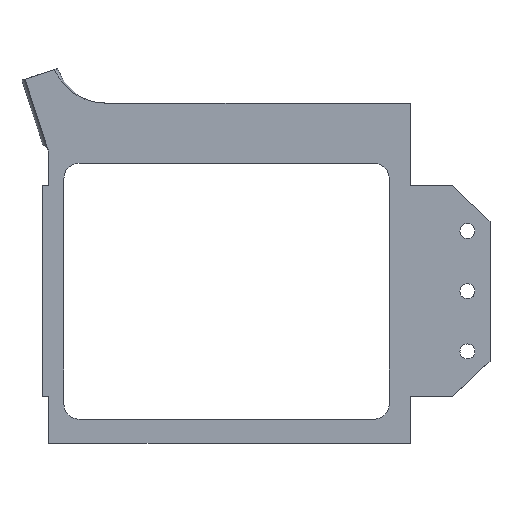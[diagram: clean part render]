
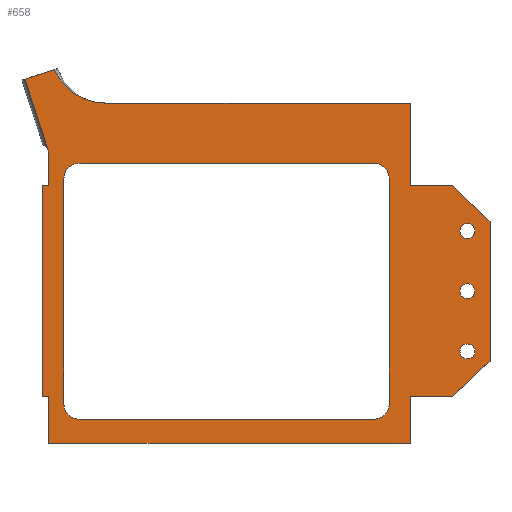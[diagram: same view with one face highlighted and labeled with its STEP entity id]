
A CAD part, top view. The second image highlights one B-rep face of the part: STEP entity #658.
In plain terms, the highlighted planar face has unit normal (0, 0, 1).
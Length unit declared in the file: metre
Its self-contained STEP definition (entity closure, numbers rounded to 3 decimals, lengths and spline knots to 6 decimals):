
#32=B_SPLINE_CURVE_WITH_KNOTS('',3,(#1029,#1030,#1031,#1032,#1033,#1034,
#1035),.UNSPECIFIED.,.F.,.F.,(4,1,1,1,4),(0.,0.005268,0.010537,
0.015805,0.021074),.UNSPECIFIED.);
#39=CIRCLE('',#708,0.003);
#41=CIRCLE('',#714,0.0025);
#42=CIRCLE('',#715,0.0025);
#43=CIRCLE('',#716,0.0025);
#44=CIRCLE('',#717,0.005);
#45=CIRCLE('',#718,0.005);
#46=CIRCLE('',#719,0.005);
#47=CIRCLE('',#720,0.005);
#87=ORIENTED_EDGE('',*,*,#271,.F.);
#88=ORIENTED_EDGE('',*,*,#272,.F.);
#89=ORIENTED_EDGE('',*,*,#273,.F.);
#90=ORIENTED_EDGE('',*,*,#264,.T.);
#91=ORIENTED_EDGE('',*,*,#252,.T.);
#92=ORIENTED_EDGE('',*,*,#256,.T.);
#93=ORIENTED_EDGE('',*,*,#260,.T.);
#94=ORIENTED_EDGE('',*,*,#268,.T.);
#95=ORIENTED_EDGE('',*,*,#274,.F.);
#96=ORIENTED_EDGE('',*,*,#275,.T.);
#97=ORIENTED_EDGE('',*,*,#276,.T.);
#98=ORIENTED_EDGE('',*,*,#277,.T.);
#99=ORIENTED_EDGE('',*,*,#278,.T.);
#100=ORIENTED_EDGE('',*,*,#279,.F.);
#101=ORIENTED_EDGE('',*,*,#280,.T.);
#102=ORIENTED_EDGE('',*,*,#281,.T.);
#103=ORIENTED_EDGE('',*,*,#282,.F.);
#104=ORIENTED_EDGE('',*,*,#283,.F.);
#105=ORIENTED_EDGE('',*,*,#284,.F.);
#106=ORIENTED_EDGE('',*,*,#285,.F.);
#107=ORIENTED_EDGE('',*,*,#286,.F.);
#108=ORIENTED_EDGE('',*,*,#287,.F.);
#109=ORIENTED_EDGE('',*,*,#288,.T.);
#110=ORIENTED_EDGE('',*,*,#243,.T.);
#111=ORIENTED_EDGE('',*,*,#289,.T.);
#112=ORIENTED_EDGE('',*,*,#290,.T.);
#113=ORIENTED_EDGE('',*,*,#291,.T.);
#114=ORIENTED_EDGE('',*,*,#247,.F.);
#115=ORIENTED_EDGE('',*,*,#292,.T.);
#243=EDGE_CURVE('',#337,#338,#402,.T.);
#247=EDGE_CURVE('',#341,#342,#406,.T.);
#252=EDGE_CURVE('',#346,#347,#410,.T.);
#256=EDGE_CURVE('',#347,#350,#411,.T.);
#260=EDGE_CURVE('',#350,#353,#39,.F.);
#264=EDGE_CURVE('',#356,#346,#32,.T.);
#268=EDGE_CURVE('',#353,#359,#414,.T.);
#271=EDGE_CURVE('',#361,#362,#417,.T.);
#272=EDGE_CURVE('',#363,#361,#418,.T.);
#273=EDGE_CURVE('',#356,#363,#419,.T.);
#274=EDGE_CURVE('',#364,#359,#420,.T.);
#275=EDGE_CURVE('',#364,#365,#421,.T.);
#276=EDGE_CURVE('',#365,#366,#422,.T.);
#277=EDGE_CURVE('',#366,#367,#423,.T.);
#278=EDGE_CURVE('',#367,#368,#424,.T.);
#279=EDGE_CURVE('',#369,#368,#425,.T.);
#280=EDGE_CURVE('',#369,#370,#426,.T.);
#281=EDGE_CURVE('',#370,#371,#427,.T.);
#282=EDGE_CURVE('',#372,#371,#428,.T.);
#283=EDGE_CURVE('',#362,#372,#429,.T.);
#284=EDGE_CURVE('',#373,#373,#41,.T.);
#285=EDGE_CURVE('',#374,#374,#42,.T.);
#286=EDGE_CURVE('',#375,#375,#43,.T.);
#287=EDGE_CURVE('',#376,#377,#430,.T.);
#288=EDGE_CURVE('',#376,#337,#44,.F.);
#289=EDGE_CURVE('',#338,#378,#45,.F.);
#290=EDGE_CURVE('',#378,#379,#431,.T.);
#291=EDGE_CURVE('',#379,#342,#46,.F.);
#292=EDGE_CURVE('',#341,#377,#47,.F.);
#337=VERTEX_POINT('',#943);
#338=VERTEX_POINT('',#944);
#341=VERTEX_POINT('',#952);
#342=VERTEX_POINT('',#953);
#346=VERTEX_POINT('',#963);
#347=VERTEX_POINT('',#964);
#350=VERTEX_POINT('',#978);
#353=VERTEX_POINT('',#1002);
#356=VERTEX_POINT('',#1036);
#359=VERTEX_POINT('',#1053);
#361=VERTEX_POINT('',#1059);
#362=VERTEX_POINT('',#1060);
#363=VERTEX_POINT('',#1062);
#364=VERTEX_POINT('',#1065);
#365=VERTEX_POINT('',#1067);
#366=VERTEX_POINT('',#1069);
#367=VERTEX_POINT('',#1071);
#368=VERTEX_POINT('',#1073);
#369=VERTEX_POINT('',#1075);
#370=VERTEX_POINT('',#1077);
#371=VERTEX_POINT('',#1079);
#372=VERTEX_POINT('',#1081);
#373=VERTEX_POINT('',#1084);
#374=VERTEX_POINT('',#1086);
#375=VERTEX_POINT('',#1088);
#376=VERTEX_POINT('',#1090);
#377=VERTEX_POINT('',#1091);
#378=VERTEX_POINT('',#1094);
#379=VERTEX_POINT('',#1096);
#402=LINE('',#942,#466);
#406=LINE('',#951,#470);
#410=LINE('',#962,#474);
#411=LINE('',#977,#475);
#414=LINE('',#1052,#478);
#417=LINE('',#1058,#481);
#418=LINE('',#1061,#482);
#419=LINE('',#1063,#483);
#420=LINE('',#1064,#484);
#421=LINE('',#1066,#485);
#422=LINE('',#1068,#486);
#423=LINE('',#1070,#487);
#424=LINE('',#1072,#488);
#425=LINE('',#1074,#489);
#426=LINE('',#1076,#490);
#427=LINE('',#1078,#491);
#428=LINE('',#1080,#492);
#429=LINE('',#1082,#493);
#430=LINE('',#1089,#494);
#431=LINE('',#1095,#495);
#466=VECTOR('',#762,1.);
#470=VECTOR('',#768,1.);
#474=VECTOR('',#776,1.);
#475=VECTOR('',#783,1.);
#478=VECTOR('',#798,1.);
#481=VECTOR('',#803,1.);
#482=VECTOR('',#804,1.);
#483=VECTOR('',#805,1.);
#484=VECTOR('',#806,1.);
#485=VECTOR('',#807,1.);
#486=VECTOR('',#808,1.);
#487=VECTOR('',#809,1.);
#488=VECTOR('',#810,1.);
#489=VECTOR('',#811,1.);
#490=VECTOR('',#812,1.);
#491=VECTOR('',#813,1.);
#492=VECTOR('',#814,1.);
#493=VECTOR('',#815,1.);
#494=VECTOR('',#822,1.);
#495=VECTOR('',#827,1.);
#538=EDGE_LOOP('',(#87,#88,#89,#90,#91,#92,#93,#94,#95,#96,#97,#98,#99,
#100,#101,#102,#103,#104));
#539=EDGE_LOOP('',(#105));
#540=EDGE_LOOP('',(#106));
#541=EDGE_LOOP('',(#107));
#542=EDGE_LOOP('',(#108,#109,#110,#111,#112,#113,#114,#115));
#587=FACE_BOUND('',#538,.T.);
#588=FACE_BOUND('',#539,.T.);
#589=FACE_BOUND('',#540,.T.);
#590=FACE_BOUND('',#541,.T.);
#591=FACE_BOUND('',#542,.T.);
#632=PLANE('',#713);
#658=ADVANCED_FACE('',(#587,#588,#589,#590,#591),#632,.T.);
#708=AXIS2_PLACEMENT_3D('',#1001,#787,#788);
#713=AXIS2_PLACEMENT_3D('',#1057,#801,#802);
#714=AXIS2_PLACEMENT_3D('',#1083,#816,#817);
#715=AXIS2_PLACEMENT_3D('',#1085,#818,#819);
#716=AXIS2_PLACEMENT_3D('',#1087,#820,#821);
#717=AXIS2_PLACEMENT_3D('',#1092,#823,#824);
#718=AXIS2_PLACEMENT_3D('',#1093,#825,#826);
#719=AXIS2_PLACEMENT_3D('',#1097,#828,#829);
#720=AXIS2_PLACEMENT_3D('',#1098,#830,#831);
#762=DIRECTION('',(1.,0.,0.));
#768=DIRECTION('',(1.,0.,0.));
#776=DIRECTION('',(-0.951,-0.308,0.));
#783=DIRECTION('',(0.308,-0.951,0.));
#787=DIRECTION('',(0.,0.,1.));
#788=DIRECTION('',(1.,0.,0.));
#798=DIRECTION('',(0.,-1.,0.));
#801=DIRECTION('',(0.,0.,1.));
#802=DIRECTION('',(1.,0.,0.));
#803=DIRECTION('',(1.,0.,0.));
#804=DIRECTION('',(0.,-1.,0.));
#805=DIRECTION('',(1.,0.,0.));
#806=DIRECTION('',(1.,0.,0.));
#807=DIRECTION('',(0.,-1.,0.));
#808=DIRECTION('',(1.,0.,0.));
#809=DIRECTION('',(0.,-1.,0.));
#810=DIRECTION('',(1.,0.,0.));
#811=DIRECTION('',(0.,-1.,0.));
#812=DIRECTION('',(1.,0.,0.));
#813=DIRECTION('',(0.728,0.685,0.));
#814=DIRECTION('',(0.,-1.,0.));
#815=DIRECTION('',(0.728,-0.685,0.));
#816=DIRECTION('',(0.,0.,1.));
#817=DIRECTION('',(1.,0.,0.));
#818=DIRECTION('',(0.,0.,1.));
#819=DIRECTION('',(1.,0.,0.));
#820=DIRECTION('',(0.,0.,1.));
#821=DIRECTION('',(1.,0.,0.));
#822=DIRECTION('',(0.,-1.,0.));
#823=DIRECTION('',(0.,0.,1.));
#824=DIRECTION('',(1.,0.,0.));
#825=DIRECTION('',(0.,0.,1.));
#826=DIRECTION('',(1.,0.,0.));
#827=DIRECTION('',(0.,-1.,0.));
#828=DIRECTION('',(0.,0.,1.));
#829=DIRECTION('',(1.,0.,0.));
#830=DIRECTION('',(0.,0.,1.));
#831=DIRECTION('',(1.,0.,0.));
#942=CARTESIAN_POINT('',(-0.006953,0.026877,0.007));
#943=CARTESIAN_POINT('',(-0.056953,0.026877,0.007));
#944=CARTESIAN_POINT('',(0.041047,0.026877,0.007));
#951=CARTESIAN_POINT('',(-0.006953,-0.058123,0.007));
#952=CARTESIAN_POINT('',(-0.056953,-0.058123,0.007));
#953=CARTESIAN_POINT('',(0.041047,-0.058123,0.007));
#962=CARTESIAN_POINT('',(-0.065582,0.05783,0.007));
#963=CARTESIAN_POINT('',(-0.065106,0.057984,0.007));
#964=CARTESIAN_POINT('',(-0.074871,0.054827,0.007));
#977=CARTESIAN_POINT('',(-0.073332,0.050069,0.007));
#978=CARTESIAN_POINT('',(-0.067384,0.031675,0.007));
#1001=CARTESIAN_POINT('',(-0.069953,0.030126,0.007));
#1002=CARTESIAN_POINT('',(-0.066953,0.030126,0.007));
#1029=CARTESIAN_POINT('',(-0.048374,0.046877,0.007));
#1030=CARTESIAN_POINT('',(-0.050156,0.046877,0.007));
#1031=CARTESIAN_POINT('',(-0.05364,0.047409,0.007));
#1032=CARTESIAN_POINT('',(-0.058528,0.049759,0.007));
#1033=CARTESIAN_POINT('',(-0.062477,0.053342,0.007));
#1034=CARTESIAN_POINT('',(-0.064393,0.056367,0.007));
#1035=CARTESIAN_POINT('',(-0.065106,0.057984,0.007));
#1036=CARTESIAN_POINT('',(-0.048374,0.046877,0.007));
#1052=CARTESIAN_POINT('',(-0.066953,0.025627,0.007));
#1053=CARTESIAN_POINT('',(-0.066953,0.019377,0.007));
#1057=CARTESIAN_POINT('',(0.011047,-0.015623,0.007));
#1058=CARTESIAN_POINT('',(0.081047,0.019377,0.007));
#1059=CARTESIAN_POINT('',(0.053047,0.019377,0.007));
#1060=CARTESIAN_POINT('',(0.067047,0.019377,0.007));
#1061=CARTESIAN_POINT('',(0.053047,0.025627,0.007));
#1062=CARTESIAN_POINT('',(0.053047,0.046877,0.007));
#1063=CARTESIAN_POINT('',(-0.006953,0.046877,0.007));
#1064=CARTESIAN_POINT('',(-0.067953,0.019377,0.007));
#1065=CARTESIAN_POINT('',(-0.068953,0.019377,0.007));
#1066=CARTESIAN_POINT('',(-0.068953,-0.015623,0.007));
#1067=CARTESIAN_POINT('',(-0.068953,-0.050623,0.007));
#1068=CARTESIAN_POINT('',(-0.067953,-0.050623,0.007));
#1069=CARTESIAN_POINT('',(-0.066953,-0.050623,0.007));
#1070=CARTESIAN_POINT('',(-0.066953,-0.056873,0.007));
#1071=CARTESIAN_POINT('',(-0.066953,-0.066123,0.007));
#1072=CARTESIAN_POINT('',(-0.006953,-0.066123,0.007));
#1073=CARTESIAN_POINT('',(0.053047,-0.066123,0.007));
#1074=CARTESIAN_POINT('',(0.053047,-0.056873,0.007));
#1075=CARTESIAN_POINT('',(0.053047,-0.050623,0.007));
#1076=CARTESIAN_POINT('',(0.081047,-0.050623,0.007));
#1077=CARTESIAN_POINT('',(0.067047,-0.050623,0.007));
#1078=CARTESIAN_POINT('',(0.073297,-0.044744,0.007));
#1079=CARTESIAN_POINT('',(0.079547,-0.038865,0.007));
#1080=CARTESIAN_POINT('',(0.079547,-0.015623,0.007));
#1081=CARTESIAN_POINT('',(0.079547,0.007619,0.007));
#1082=CARTESIAN_POINT('',(0.073297,0.013498,0.007));
#1083=CARTESIAN_POINT('',(0.072047,0.004377,0.007));
#1084=CARTESIAN_POINT('',(0.074547,0.004377,0.007));
#1085=CARTESIAN_POINT('',(0.072047,-0.015623,0.007));
#1086=CARTESIAN_POINT('',(0.074547,-0.015623,0.007));
#1087=CARTESIAN_POINT('',(0.072047,-0.035623,0.007));
#1088=CARTESIAN_POINT('',(0.074547,-0.035623,0.007));
#1089=CARTESIAN_POINT('',(-0.061953,-0.015623,0.007));
#1090=CARTESIAN_POINT('',(-0.061953,0.021877,0.007));
#1091=CARTESIAN_POINT('',(-0.061953,-0.053123,0.007));
#1092=CARTESIAN_POINT('',(-0.056953,0.021877,0.007));
#1093=CARTESIAN_POINT('',(0.041047,0.021877,0.007));
#1094=CARTESIAN_POINT('',(0.046047,0.021877,0.007));
#1095=CARTESIAN_POINT('',(0.046047,-0.054373,0.007));
#1096=CARTESIAN_POINT('',(0.046047,-0.053123,0.007));
#1097=CARTESIAN_POINT('',(0.041047,-0.053123,0.007));
#1098=CARTESIAN_POINT('',(-0.056953,-0.053123,0.007));
